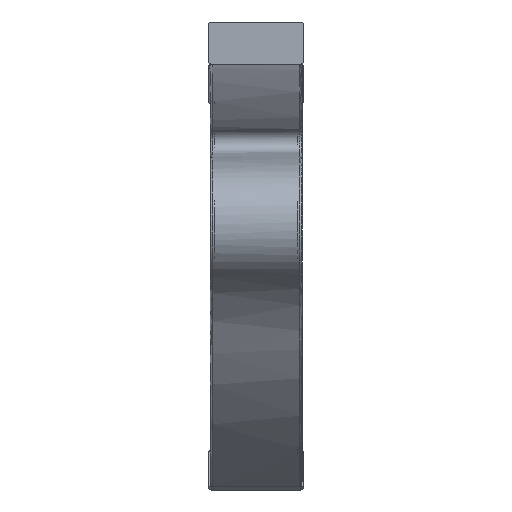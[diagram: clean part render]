
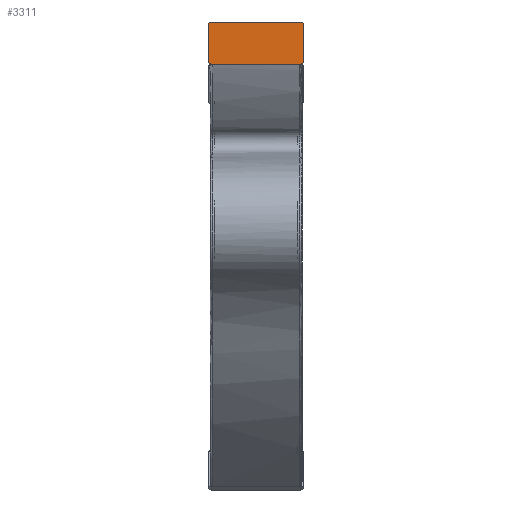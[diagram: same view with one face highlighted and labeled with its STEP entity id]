
A CAD part, top view. The second image highlights one B-rep face of the part: STEP entity #3311.
In plain terms, the highlighted planar face has unit normal (0, 0, 1).
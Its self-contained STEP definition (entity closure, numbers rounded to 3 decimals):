
#228=PLANE('',#3587);
#293=FACE_OUTER_BOUND('',#528,.T.);
#528=EDGE_LOOP('',(#2290,#2291,#2292,#2293,#2294,#2295,#2296,#2297));
#779=LINE('',#5175,#956);
#784=LINE('',#5189,#961);
#787=LINE('',#5196,#964);
#788=LINE('',#5198,#965);
#956=VECTOR('',#4084,10.);
#961=VECTOR('',#4099,10.);
#964=VECTOR('',#4108,10.);
#965=VECTOR('',#4111,10.);
#1120=CIRCLE('',#3572,4.);
#1124=CIRCLE('',#3579,4.);
#1125=CIRCLE('',#3581,4.);
#1126=CIRCLE('',#3584,4.);
#1402=VERTEX_POINT('',#5154);
#1403=VERTEX_POINT('',#5156);
#1410=VERTEX_POINT('',#5174);
#1411=VERTEX_POINT('',#5178);
#1412=VERTEX_POINT('',#5182);
#1413=VERTEX_POINT('',#5183);
#1414=VERTEX_POINT('',#5188);
#1415=VERTEX_POINT('',#5192);
#1714=EDGE_CURVE('',#1402,#1403,#1120,.T.);
#1723=EDGE_CURVE('',#1410,#1403,#779,.T.);
#1725=EDGE_CURVE('',#1410,#1411,#1124,.T.);
#1727=EDGE_CURVE('',#1412,#1413,#1125,.T.);
#1730=EDGE_CURVE('',#1414,#1413,#784,.T.);
#1732=EDGE_CURVE('',#1414,#1415,#1126,.T.);
#1734=EDGE_CURVE('',#1412,#1411,#787,.T.);
#1735=EDGE_CURVE('',#1402,#1415,#788,.T.);
#2290=ORIENTED_EDGE('',*,*,#1714,.F.);
#2291=ORIENTED_EDGE('',*,*,#1735,.T.);
#2292=ORIENTED_EDGE('',*,*,#1732,.F.);
#2293=ORIENTED_EDGE('',*,*,#1730,.T.);
#2294=ORIENTED_EDGE('',*,*,#1727,.F.);
#2295=ORIENTED_EDGE('',*,*,#1734,.T.);
#2296=ORIENTED_EDGE('',*,*,#1725,.F.);
#2297=ORIENTED_EDGE('',*,*,#1723,.T.);
#3311=ADVANCED_FACE('',(#293),#228,.T.);
#3572=AXIS2_PLACEMENT_3D('',#5157,#4067,#4068);
#3579=AXIS2_PLACEMENT_3D('',#5179,#4088,#4089);
#3581=AXIS2_PLACEMENT_3D('',#5184,#4093,#4094);
#3584=AXIS2_PLACEMENT_3D('',#5193,#4103,#4104);
#3587=AXIS2_PLACEMENT_3D('',#5199,#4112,#4113);
#4067=DIRECTION('center_axis',(0.,0.,
-1.));
#4068=DIRECTION('ref_axis',(0.707,0.707,0.));
#4084=DIRECTION('',(0.,1.,0.));
#4088=DIRECTION('center_axis',(0.,0.,
-1.));
#4089=DIRECTION('ref_axis',(0.707,-0.707,0.));
#4093=DIRECTION('center_axis',(0.,0.,
-1.));
#4094=DIRECTION('ref_axis',(-0.707,-0.707,0.));
#4099=DIRECTION('',(0.,-1.,0.));
#4103=DIRECTION('center_axis',(0.,0.,
-1.));
#4104=DIRECTION('ref_axis',(-0.707,0.707,0.));
#4108=DIRECTION('',(1.,0.,0.));
#4111=DIRECTION('',(-1.,0.,0.));
#4112=DIRECTION('center_axis',(0.,0.,
1.));
#4113=DIRECTION('ref_axis',(-1.,0.,0.));
#5154=CARTESIAN_POINT('',(148.5,478.245,407.693));
#5156=CARTESIAN_POINT('',(152.5,474.245,407.693));
#5157=CARTESIAN_POINT('Origin',(148.5,474.245,407.693));
#5174=CARTESIAN_POINT('',(152.5,413.245,407.693));
#5175=CARTESIAN_POINT('',(152.5,409.245,407.693));
#5178=CARTESIAN_POINT('',(148.5,409.245,407.693));
#5179=CARTESIAN_POINT('Origin',(148.5,413.245,407.693));
#5182=CARTESIAN_POINT('',(1.5,409.245,407.693));
#5183=CARTESIAN_POINT('',(-2.5,413.245,407.693));
#5184=CARTESIAN_POINT('Origin',(1.5,413.245,407.693));
#5188=CARTESIAN_POINT('',(-2.5,474.245,407.693));
#5189=CARTESIAN_POINT('',(-2.5,478.245,407.693));
#5192=CARTESIAN_POINT('',(1.5,478.245,407.693));
#5193=CARTESIAN_POINT('Origin',(1.5,474.245,407.693));
#5196=CARTESIAN_POINT('',(-2.5,409.245,407.693));
#5198=CARTESIAN_POINT('',(152.5,478.245,407.693));
#5199=CARTESIAN_POINT('Origin',(75.,443.745,407.693));
